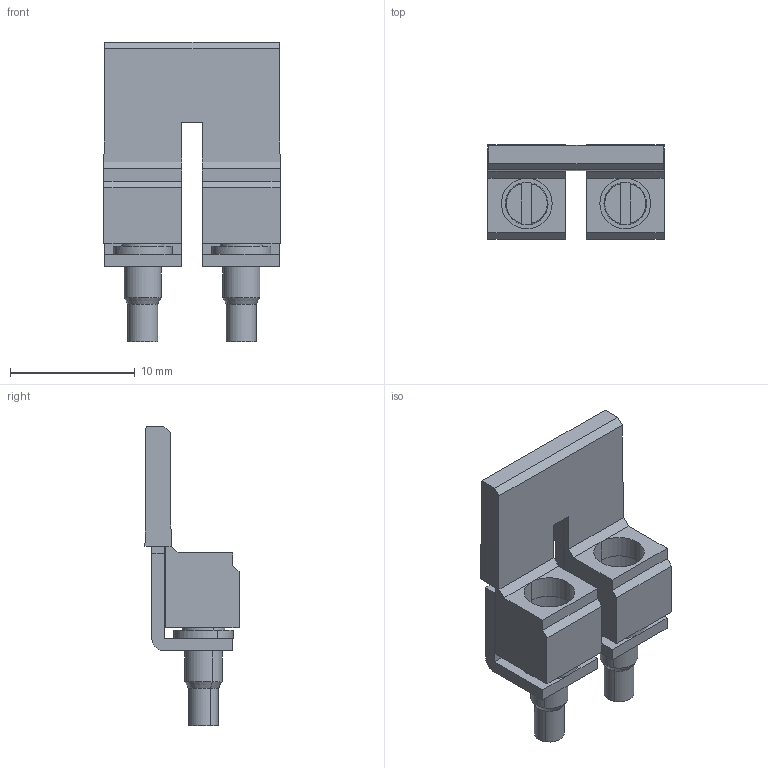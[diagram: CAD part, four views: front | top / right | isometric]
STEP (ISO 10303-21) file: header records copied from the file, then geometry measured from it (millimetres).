
FILE_DESCRIPTION(('CATIA V5 STEP Exchange','CAx-IF Rec.Pracs.--- Model Styling and Organization---1.4--- 2014-01-23'),'2;1');
FILE_NAME ('004712-5_0', '2021-06-17T09:36:34+00:00', ('none'), ('Weidmueller'), 'CATIA Version 5-6 Release 2016 SP3 HF44', 'CATIA V5 STEP AP214', 'none');
FILE_SCHEMA(('AUTOMOTIVE_DESIGN { 1 0 10303 214 1 1 1 1 }'));
Length unit declared in the file: millimetre
Products named in the file (1): 1052360000
Bounding box: 14.13 x 7.54 x 24 mm (x, y, z)
Volume: 848.4 mm3; surface area: 1740.8 mm2
Topology: 2 solids, 2 shells, 97 faces, 247 edges, 158 vertices
Faces by surface type: plane 67, cylinder 22, cone 8
Entity records: 2839 total; most frequent: CARTESIAN_POINT 526, ORIENTED_EDGE 494, DIRECTION 407, EDGE_CURVE 247, VECTOR 175, LINE 175, VERTEX_POINT 158, AXIS2_PLACEMENT_3D 149
